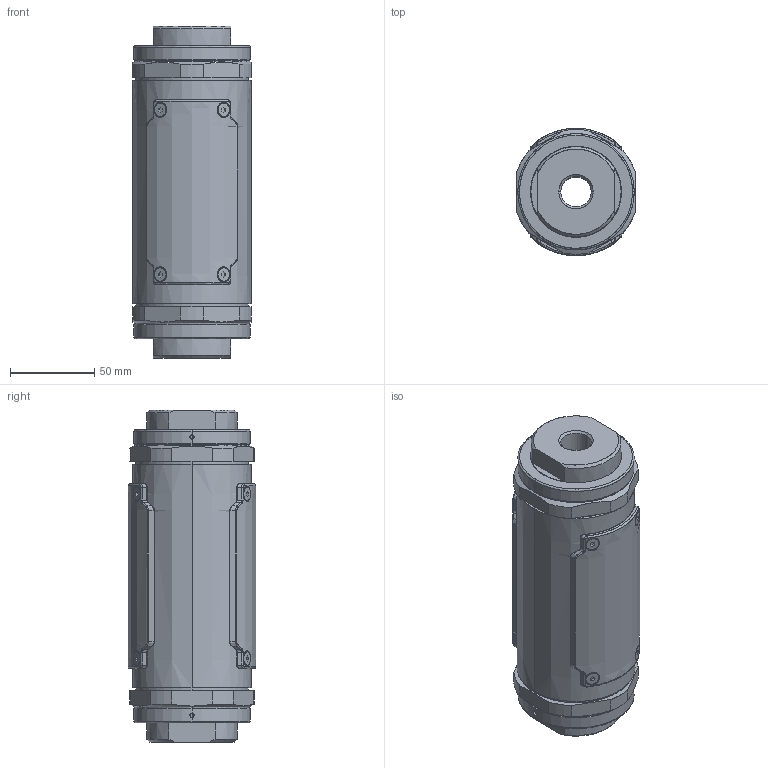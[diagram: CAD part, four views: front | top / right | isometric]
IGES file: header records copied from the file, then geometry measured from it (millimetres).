
Start section: SolidWorks IGES file using analytic representation for surfaces
Global section: file name: 1634-PC-2-BA-0-0-.IGS; native system: SolidWorks 2019; preprocessor: SolidWorks 2019; author: JRivera; date: 190814.152909; units: millimetre
Bounding box: 70 x 75.5 x 196.85 mm (x, y, z)
Surface area: 69963.7 mm2 (no closed solid volume)
Topology: 0 solids, 0 shells, 373 faces, 5634 edges, 5636 vertices
Faces by surface type: bspline 242, revolution 131
